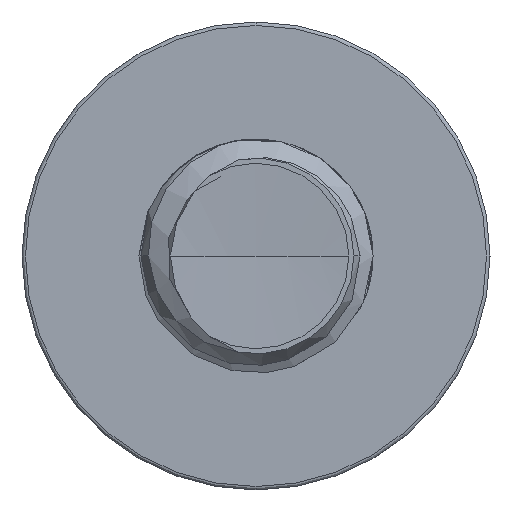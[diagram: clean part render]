
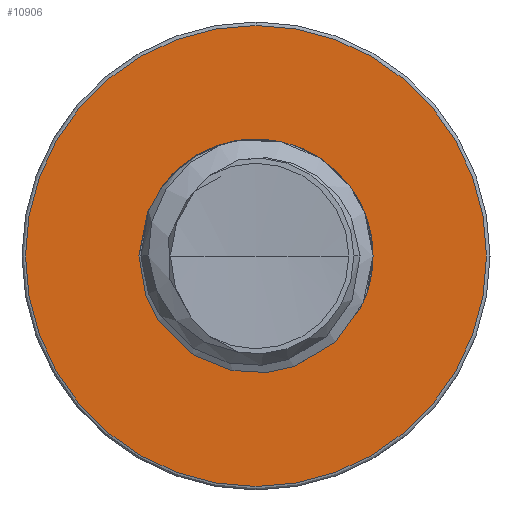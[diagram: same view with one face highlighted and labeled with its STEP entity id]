
A CAD part, front view. The second image highlights one B-rep face of the part: STEP entity #10906.
In plain terms, the highlighted planar face has unit normal (0, -1, 0).
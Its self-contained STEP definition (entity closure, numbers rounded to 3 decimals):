
#420 = VERTEX_POINT ( 'NONE', #2024 ) ;
#761 = DIRECTION ( 'NONE',  ( 0., -1., 0. ) ) ;
#883 = EDGE_LOOP ( 'NONE', ( #12436, #7217 ) ) ;
#936 = CARTESIAN_POINT ( 'NONE',  ( 0., 1.75, 0.786 ) ) ;
#956 = EDGE_CURVE ( 'NONE', #420, #10079, #7723, .T. ) ;
#2015 = DIRECTION ( 'NONE',  ( 0., 0., -1. ) ) ;
#2024 = CARTESIAN_POINT ( 'NONE',  ( 0., 1.75, -1.576 ) ) ;
#3159 = CIRCLE ( 'NONE', #6928, 0.786 ) ;
#3546 = DIRECTION ( 'NONE',  ( 0., -1., 0. ) ) ;
#4118 = AXIS2_PLACEMENT_3D ( 'NONE', #11033, #3546, #9945 ) ;
#4505 = CIRCLE ( 'NONE', #12924, 0.786 ) ;
#4638 = ORIENTED_EDGE ( 'NONE', *, *, #12540, .T. ) ;
#4908 = CARTESIAN_POINT ( 'NONE',  ( 0., 1.75, -0.786 ) ) ;
#5032 = DIRECTION ( 'NONE',  ( 0., -1., 0. ) ) ;
#5529 = CARTESIAN_POINT ( 'NONE',  ( 0., 1.75, 1.576 ) ) ;
#5645 = AXIS2_PLACEMENT_3D ( 'NONE', #7221, #761, #8266 ) ;
#6032 = EDGE_CURVE ( 'NONE', #7918, #7073, #4505, .T. ) ;
#6287 = EDGE_CURVE ( 'NONE', #7073, #7918, #3159, .T. ) ;
#6391 = CARTESIAN_POINT ( 'NONE',  ( 0., 1.75, 0. ) ) ;
#6928 = AXIS2_PLACEMENT_3D ( 'NONE', #6391, #13854, #7461 ) ;
#7073 = VERTEX_POINT ( 'NONE', #4908 ) ;
#7203 = ORIENTED_EDGE ( 'NONE', *, *, #956, .T. ) ;
#7217 = ORIENTED_EDGE ( 'NONE', *, *, #6032, .F. ) ;
#7221 = CARTESIAN_POINT ( 'NONE',  ( 0., 1.75, 0. ) ) ;
#7407 = AXIS2_PLACEMENT_3D ( 'NONE', #936, #8443, #2015 ) ;
#7461 = DIRECTION ( 'NONE',  ( 0., 0., -1. ) ) ;
#7723 = CIRCLE ( 'NONE', #4118, 1.576 ) ;
#7918 = VERTEX_POINT ( 'NONE', #10450 ) ;
#7965 = FACE_BOUND ( 'NONE', #883, .T. ) ;
#8266 = DIRECTION ( 'NONE',  ( 0., 0., -1. ) ) ;
#8443 = DIRECTION ( 'NONE',  ( 0., -1., 0. ) ) ;
#9945 = DIRECTION ( 'NONE',  ( 0., 0., -1. ) ) ;
#10079 = VERTEX_POINT ( 'NONE', #5529 ) ;
#10450 = CARTESIAN_POINT ( 'NONE',  ( 0., 1.75, 0.786 ) ) ;
#10554 = PLANE ( 'NONE',  #7407 ) ;
#10588 = EDGE_LOOP ( 'NONE', ( #7203, #4638 ) ) ;
#10820 = FACE_OUTER_BOUND ( 'NONE', #10588, .T. ) ;
#10906 = ADVANCED_FACE ( 'NONE', ( #10820, #7965 ), #10554, .T. ) ;
#11033 = CARTESIAN_POINT ( 'NONE',  ( 0., 1.75, 0. ) ) ;
#11435 = CARTESIAN_POINT ( 'NONE',  ( 0., 1.75, 0. ) ) ;
#12436 = ORIENTED_EDGE ( 'NONE', *, *, #6287, .F. ) ;
#12500 = DIRECTION ( 'NONE',  ( 0., 0., -1. ) ) ;
#12540 = EDGE_CURVE ( 'NONE', #10079, #420, #12986, .T. ) ;
#12924 = AXIS2_PLACEMENT_3D ( 'NONE', #11435, #5032, #12500 ) ;
#12986 = CIRCLE ( 'NONE', #5645, 1.576 ) ;
#13854 = DIRECTION ( 'NONE',  ( 0., -1., 0. ) ) ;
